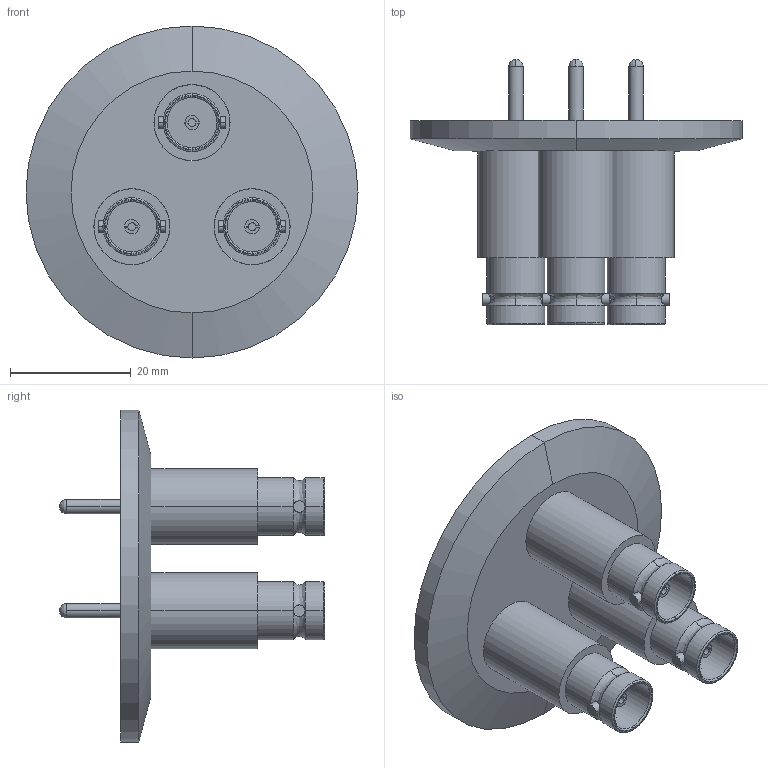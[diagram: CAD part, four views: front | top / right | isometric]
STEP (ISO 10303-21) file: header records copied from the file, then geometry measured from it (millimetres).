
FILE_DESCRIPTION (( 'STEP AP214' ), '1' );
FILE_NAME ('241-BNC-K40-3.STEP', '2023-05-11T09:12:32', ( '' ), ( '' ), 'SwSTEP 2.0', 'SolidWorks 2017', '' );
FILE_SCHEMA (( 'AUTOMOTIVE_DESIGN' ));
Length unit declared in the file: millimetre
Products named in the file (3): 241-BNC; 241-BNC-K40-3; 9431-K40-12.6-3_431-KF40-B
Assembly tree (4 placements, depth 2):
  241-BNC-K40-3
    9431-K40-12.6-3_431-KF40-B
    241-BNC  x3
Bounding box: 55 x 43.94 x 55 mm (x, y, z)
Volume: 14775.2 mm3; surface area: 14891.3 mm2
Topology: 4 solids, 4 shells, 180 faces, 421 edges, 272 vertices
Faces by surface type: cylinder 90, plane 52, bspline 30, cone 8
Entity records: 2582 total; most frequent: CARTESIAN_POINT 786, DIRECTION 390, ORIENTED_EDGE 326, AXIS2_PLACEMENT_3D 168, EDGE_CURVE 163, VERTEX_POINT 108, CIRCLE 99, EDGE_LOOP 91
